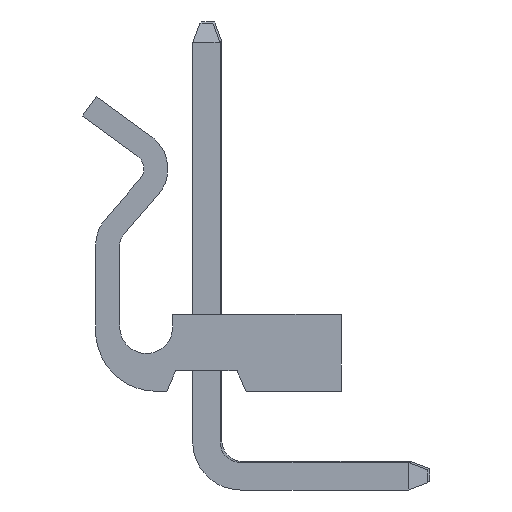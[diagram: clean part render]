
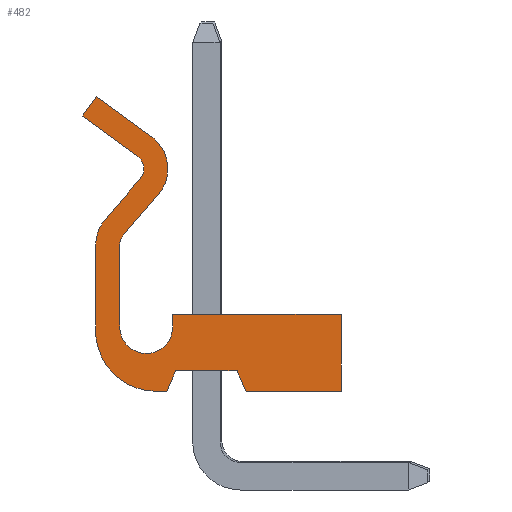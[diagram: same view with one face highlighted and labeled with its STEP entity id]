
A CAD part, left-side view. The second image highlights one B-rep face of the part: STEP entity #482.
In plain terms, the highlighted planar face has unit normal (-1, 0, 0).
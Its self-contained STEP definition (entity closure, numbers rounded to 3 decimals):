
#482 = ADVANCED_FACE( '', ( #921 ), #922, .F. );
#921 = FACE_OUTER_BOUND( '', #1322, .T. );
#922 = PLANE( '', #1323 );
#1322 = EDGE_LOOP( '', ( #2404, #2405, #2406, #2407, #2408, #2409, #2410, #2411, #2412, #2413, #2414, #2415, #2416, #2417, #2418, #2419, #2420, #2421, #2422, #2423, #2424 ) );
#1323 = AXIS2_PLACEMENT_3D( '', #2425, #2426, #2427 );
#2404 = ORIENTED_EDGE( '', *, *, #2871, .F. );
#2405 = ORIENTED_EDGE( '', *, *, #2751, .F. );
#2406 = ORIENTED_EDGE( '', *, *, #2774, .F. );
#2407 = ORIENTED_EDGE( '', *, *, #2747, .F. );
#2408 = ORIENTED_EDGE( '', *, *, #2535, .F. );
#2409 = ORIENTED_EDGE( '', *, *, #2832, .F. );
#2410 = ORIENTED_EDGE( '', *, *, #2784, .F. );
#2411 = ORIENTED_EDGE( '', *, *, #2606, .F. );
#2412 = ORIENTED_EDGE( '', *, *, #2792, .F. );
#2413 = ORIENTED_EDGE( '', *, *, #2499, .F. );
#2414 = ORIENTED_EDGE( '', *, *, #2557, .F. );
#2415 = ORIENTED_EDGE( '', *, *, #2865, .F. );
#2416 = ORIENTED_EDGE( '', *, *, #2724, .F. );
#2417 = ORIENTED_EDGE( '', *, *, #2757, .F. );
#2418 = ORIENTED_EDGE( '', *, *, #2659, .F. );
#2419 = ORIENTED_EDGE( '', *, *, #2561, .F. );
#2420 = ORIENTED_EDGE( '', *, *, #2895, .F. );
#2421 = ORIENTED_EDGE( '', *, *, #2718, .F. );
#2422 = ORIENTED_EDGE( '', *, *, #2807, .F. );
#2423 = ORIENTED_EDGE( '', *, *, #2804, .F. );
#2424 = ORIENTED_EDGE( '', *, *, #2892, .F. );
#2425 = CARTESIAN_POINT( '', ( -15.895, 6.573, 4.474 ) );
#2426 = DIRECTION( '', ( 1., 0., 0. ) );
#2427 = DIRECTION( '', ( 0., 0., -1. ) );
#2499 = EDGE_CURVE( '', #2975, #2977, #2978, .T. );
#2535 = EDGE_CURVE( '', #3036, #3038, #3039, .T. );
#2557 = EDGE_CURVE( '', #3072, #2975, #3074, .T. );
#2561 = EDGE_CURVE( '', #3079, #3081, #3082, .T. );
#2606 = EDGE_CURVE( '', #3163, #3165, #3166, .T. );
#2659 = EDGE_CURVE( '', #3081, #3246, #3247, .T. );
#2718 = EDGE_CURVE( '', #3331, #3333, #3334, .T. );
#2724 = EDGE_CURVE( '', #3339, #3341, #3342, .T. );
#2747 = EDGE_CURVE( '', #3038, #3369, #3370, .T. );
#2751 = EDGE_CURVE( '', #3373, #3375, #3376, .T. );
#2757 = EDGE_CURVE( '', #3246, #3339, #3382, .T. );
#2774 = EDGE_CURVE( '', #3369, #3373, #3401, .T. );
#2784 = EDGE_CURVE( '', #3165, #3413, #3414, .T. );
#2792 = EDGE_CURVE( '', #2977, #3163, #3424, .T. );
#2804 = EDGE_CURVE( '', #3438, #3440, #3441, .T. );
#2807 = EDGE_CURVE( '', #3440, #3331, #3444, .T. );
#2832 = EDGE_CURVE( '', #3413, #3036, #3479, .T. );
#2865 = EDGE_CURVE( '', #3341, #3072, #3514, .T. );
#2871 = EDGE_CURVE( '', #3375, #3520, #3521, .T. );
#2892 = EDGE_CURVE( '', #3520, #3438, #3542, .T. );
#2895 = EDGE_CURVE( '', #3333, #3079, #3545, .T. );
#2975 = VERTEX_POINT( '', #3661 );
#2977 = VERTEX_POINT( '', #3664 );
#2978 = LINE( '', #3665, #3666 );
#3036 = VERTEX_POINT( '', #3751 );
#3038 = VERTEX_POINT( '', #3754 );
#3039 = LINE( '', #3755, #3756 );
#3072 = VERTEX_POINT( '', #3804 );
#3074 = LINE( '', #3807, #3808 );
#3079 = VERTEX_POINT( '', #3813 );
#3081 = VERTEX_POINT( '', #3816 );
#3082 = CIRCLE( '', #3817, 1.644 );
#3163 = VERTEX_POINT( '', #3939 );
#3165 = VERTEX_POINT( '', #3942 );
#3166 = LINE( '', #3943, #3944 );
#3246 = VERTEX_POINT( '', #4060 );
#3247 = LINE( '', #4061, #4062 );
#3331 = VERTEX_POINT( '', #4185 );
#3333 = VERTEX_POINT( '', #4188 );
#3334 = LINE( '', #4189, #4190 );
#3339 = VERTEX_POINT( '', #4197 );
#3341 = VERTEX_POINT( '', #4200 );
#3342 = LINE( '', #4201, #4202 );
#3369 = VERTEX_POINT( '', #4243 );
#3370 = LINE( '', #4244, #4245 );
#3373 = VERTEX_POINT( '', #4249 );
#3375 = VERTEX_POINT( '', #4252 );
#3376 = LINE( '', #4253, #4254 );
#3382 = CIRCLE( '', #4263, 0.652 );
#3401 = CIRCLE( '', #4289, 2.528 );
#3413 = VERTEX_POINT( '', #4306 );
#3414 = LINE( '', #4307, #4308 );
#3424 = LINE( '', #4323, #4324 );
#3438 = VERTEX_POINT( '', #4344 );
#3440 = VERTEX_POINT( '', #4347 );
#3441 = CIRCLE( '', #4348, 0.644 );
#3444 = LINE( '', #4352, #4353 );
#3479 = LINE( '', #4406, #4407 );
#3514 = CIRCLE( '', #4461, 1.1 );
#3520 = VERTEX_POINT( '', #4467 );
#3521 = CIRCLE( '', #4468, 1.652 );
#3542 = LINE( '', #4493, #4494 );
#3545 = LINE( '', #4497, #4498 );
#3661 = CARTESIAN_POINT( '', ( -15.895, 5.025, 1.6 ) );
#3664 = CARTESIAN_POINT( '', ( -15.895, -1.975, 1.6 ) );
#3665 = CARTESIAN_POINT( '', ( -15.895, -1.975, 1.6 ) );
#3666 = VECTOR( '', #4541, 1000. );
#3751 = CARTESIAN_POINT( '', ( -15.895, 4.9, -0.75 ) );
#3754 = CARTESIAN_POINT( '', ( -15.895, 5.275, -1.6 ) );
#3755 = CARTESIAN_POINT( '', ( -15.895, 4.9, -0.75 ) );
#3756 = VECTOR( '', #4570, 1000. );
#3804 = CARTESIAN_POINT( '', ( -15.895, 5.025, 1.074 ) );
#3807 = CARTESIAN_POINT( '', ( -15.895, 5.025, 1.6 ) );
#3808 = VECTOR( '', #4587, 1000. );
#3813 = CARTESIAN_POINT( '', ( -15.895, 5.898, 8.977 ) );
#3816 = CARTESIAN_POINT( '', ( -15.895, 5.623, 6.578 ) );
#3817 = AXIS2_PLACEMENT_3D( '', #4592, #4593, #4594 );
#3939 = CARTESIAN_POINT( '', ( -15.895, -1.975, -1.6 ) );
#3942 = CARTESIAN_POINT( '', ( -15.895, 1.975, -1.6 ) );
#3943 = CARTESIAN_POINT( '', ( -15.895, -1.975, -1.6 ) );
#3944 = VECTOR( '', #4637, 1000. );
#4060 = CARTESIAN_POINT( '', ( -15.895, 7.067, 4.899 ) );
#4061 = CARTESIAN_POINT( '', ( -15.895, 7.067, 4.899 ) );
#4062 = VECTOR( '', #4683, 1000. );
#4185 = CARTESIAN_POINT( '', ( -15.895, 8.775, 9.843 ) );
#4188 = CARTESIAN_POINT( '', ( -15.895, 8.184, 10.65 ) );
#4189 = CARTESIAN_POINT( '', ( -15.895, 8.184, 10.65 ) );
#4190 = VECTOR( '', #4739, 1000. );
#4197 = CARTESIAN_POINT( '', ( -15.895, 7.225, 4.474 ) );
#4200 = CARTESIAN_POINT( '', ( -15.895, 7.225, 1.074 ) );
#4201 = CARTESIAN_POINT( '', ( -15.895, 7.225, 1.074 ) );
#4202 = VECTOR( '', #4743, 1000. );
#4243 = CARTESIAN_POINT( '', ( -15.895, 5.701, -1.6 ) );
#4244 = CARTESIAN_POINT( '', ( -15.895, 5.275, -1.6 ) );
#4245 = VECTOR( '', #4758, 1000. );
#4249 = CARTESIAN_POINT( '', ( -15.895, 8.225, 1.074 ) );
#4252 = CARTESIAN_POINT( '', ( -15.895, 8.225, 4.474 ) );
#4253 = CARTESIAN_POINT( '', ( -15.895, 8.225, 4.474 ) );
#4254 = VECTOR( '', #4761, 1000. );
#4263 = AXIS2_PLACEMENT_3D( '', #4765, #4766, #4767 );
#4289 = AXIS2_PLACEMENT_3D( '', #4778, #4779, #4780 );
#4306 = CARTESIAN_POINT( '', ( -15.895, 2.35, -0.75 ) );
#4307 = CARTESIAN_POINT( '', ( -15.895, 1.975, -1.6 ) );
#4308 = VECTOR( '', #4786, 1000. );
#4323 = CARTESIAN_POINT( '', ( -15.895, -1.975, 1.6 ) );
#4324 = VECTOR( '', #4792, 1000. );
#4344 = CARTESIAN_POINT( '', ( -15.895, 6.381, 7.23 ) );
#4347 = CARTESIAN_POINT( '', ( -15.895, 6.489, 8.17 ) );
#4348 = AXIS2_PLACEMENT_3D( '', #4800, #4801, #4802 );
#4352 = CARTESIAN_POINT( '', ( -15.895, 6.489, 8.17 ) );
#4353 = VECTOR( '', #4804, 1000. );
#4406 = CARTESIAN_POINT( '', ( -15.895, 2.35, -0.75 ) );
#4407 = VECTOR( '', #4823, 1000. );
#4461 = AXIS2_PLACEMENT_3D( '', #4843, #4844, #4845 );
#4467 = CARTESIAN_POINT( '', ( -15.895, 7.825, 5.551 ) );
#4468 = AXIS2_PLACEMENT_3D( '', #4846, #4847, #4848 );
#4493 = CARTESIAN_POINT( '', ( -15.895, 7.825, 5.551 ) );
#4494 = VECTOR( '', #4853, 1000. );
#4497 = CARTESIAN_POINT( '', ( -15.895, 5.898, 8.977 ) );
#4498 = VECTOR( '', #4854, 1000. );
#4541 = DIRECTION( '', ( 0., -1., 0. ) );
#4570 = DIRECTION( '', ( 0., 0.404, -0.915 ) );
#4587 = DIRECTION( '', ( 0., 0., 1. ) );
#4592 = CARTESIAN_POINT( '', ( -15.895, 6.869, 7.65 ) );
#4593 = DIRECTION( '', ( 1., 0., 0. ) );
#4594 = DIRECTION( '', ( 0., 1., 0. ) );
#4637 = DIRECTION( '', ( 0., 1., 0. ) );
#4683 = DIRECTION( '', ( 0., 0.652, -0.758 ) );
#4739 = DIRECTION( '', ( 0., -0.591, 0.807 ) );
#4743 = DIRECTION( '', ( 0., 0., -1. ) );
#4758 = DIRECTION( '', ( 0., 1., 0. ) );
#4761 = DIRECTION( '', ( 0., 0., 1. ) );
#4765 = CARTESIAN_POINT( '', ( -15.895, 6.573, 4.474 ) );
#4766 = DIRECTION( '', ( -1., 0., 0. ) );
#4767 = DIRECTION( '', ( 0., -1., 0. ) );
#4778 = CARTESIAN_POINT( '', ( -15.895, 5.701, 0.928 ) );
#4779 = DIRECTION( '', ( 1., 0., 0. ) );
#4780 = DIRECTION( '', ( 0., -1., 0. ) );
#4786 = DIRECTION( '', ( 0., 0.404, 0.915 ) );
#4792 = DIRECTION( '', ( 0., 0., -1. ) );
#4800 = CARTESIAN_POINT( '', ( -15.895, 6.869, 7.65 ) );
#4801 = DIRECTION( '', ( -1., 0., 0. ) );
#4802 = DIRECTION( '', ( 0., 1., 0. ) );
#4804 = DIRECTION( '', ( 0., 0.807, 0.591 ) );
#4823 = DIRECTION( '', ( 0., 1., 0. ) );
#4843 = CARTESIAN_POINT( '', ( -15.895, 6.125, 1.074 ) );
#4844 = DIRECTION( '', ( -1., 0., 0. ) );
#4845 = DIRECTION( '', ( 0., 1., 0. ) );
#4846 = CARTESIAN_POINT( '', ( -15.895, 6.573, 4.474 ) );
#4847 = DIRECTION( '', ( 1., 0., 0. ) );
#4848 = DIRECTION( '', ( 0., -1., 0. ) );
#4853 = DIRECTION( '', ( 0., -0.652, 0.758 ) );
#4854 = DIRECTION( '', ( 0., -0.807, -0.591 ) );
